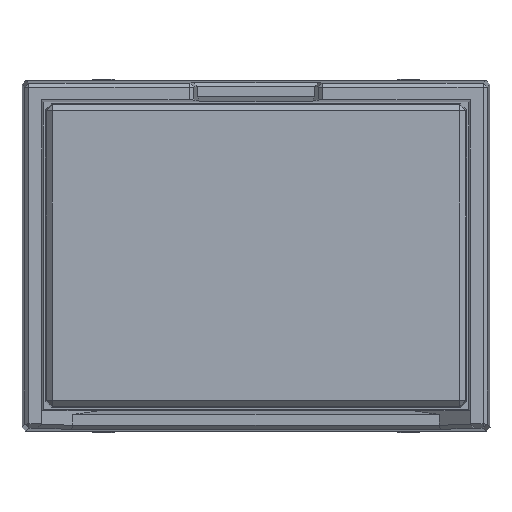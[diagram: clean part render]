
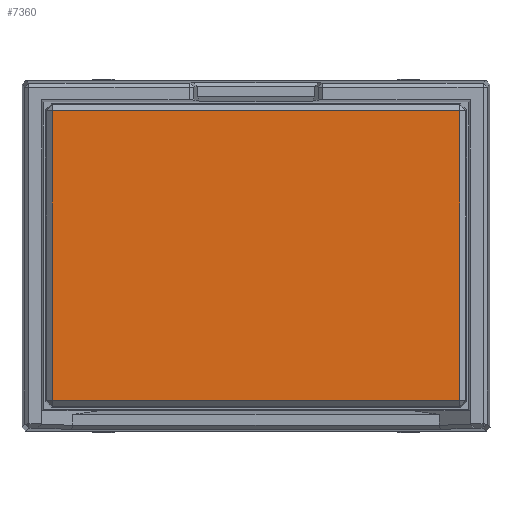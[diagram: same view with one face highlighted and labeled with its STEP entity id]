
A CAD part, top view. The second image highlights one B-rep face of the part: STEP entity #7360.
In plain terms, the highlighted face is planar.
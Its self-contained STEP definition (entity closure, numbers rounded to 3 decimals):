
#407 = ORIENTED_EDGE ( 'NONE', *, *, #6345, .T. ) ;
#660 = CARTESIAN_POINT ( 'NONE',  ( 0., 0., -7.396 ) ) ;
#1290 = EDGE_CURVE ( 'NONE', #3326, #1992, #10518, .T. ) ;
#1342 = VECTOR ( 'NONE', #2488, 1000. ) ;
#1992 = VERTEX_POINT ( 'NONE', #2376 ) ;
#2376 = CARTESIAN_POINT ( 'NONE',  ( 10.396, 0., -7.396 ) ) ;
#2488 = DIRECTION ( 'NONE',  ( 1., 0., 0. ) ) ;
#2621 = EDGE_CURVE ( 'NONE', #4551, #3326, #5247, .T. ) ;
#3148 = CARTESIAN_POINT ( 'NONE',  ( 10.396, 0., 0. ) ) ;
#3326 = VERTEX_POINT ( 'NONE', #7295 ) ;
#3890 = AXIS2_PLACEMENT_3D ( 'NONE', #3909, #8317, #12680 ) ;
#3909 = CARTESIAN_POINT ( 'NONE',  ( -10.396, 0., 7.396 ) ) ;
#4551 = VERTEX_POINT ( 'NONE', #12352 ) ;
#4928 = VERTEX_POINT ( 'NONE', #11325 ) ;
#5036 = DIRECTION ( 'NONE',  ( 1., 0., 0. ) ) ;
#5247 = LINE ( 'NONE', #9655, #10456 ) ;
#6345 = EDGE_CURVE ( 'NONE', #4551, #4928, #7983, .T. ) ;
#7295 = CARTESIAN_POINT ( 'NONE',  ( -10.396, 0., -7.396 ) ) ;
#7360 = ADVANCED_FACE ( 'NONE', ( #9408 ), #13770, .F. ) ;
#7543 = DIRECTION ( 'NONE',  ( 0., 0., 1. ) ) ;
#7928 = VECTOR ( 'NONE', #5036, 1000. ) ;
#7983 = LINE ( 'NONE', #12355, #1342 ) ;
#8317 = DIRECTION ( 'NONE',  ( 0., -1., 0. ) ) ;
#9095 = VECTOR ( 'NONE', #7543, 1000. ) ;
#9408 = FACE_OUTER_BOUND ( 'NONE', #12697, .T. ) ;
#9655 = CARTESIAN_POINT ( 'NONE',  ( -10.396, 0., 0. ) ) ;
#10226 = ORIENTED_EDGE ( 'NONE', *, *, #2621, .F. ) ;
#10456 = VECTOR ( 'NONE', #14024, 1000. ) ;
#10518 = LINE ( 'NONE', #660, #7928 ) ;
#10580 = EDGE_CURVE ( 'NONE', #1992, #4928, #12999, .T. ) ;
#11325 = CARTESIAN_POINT ( 'NONE',  ( 10.396, 0., 7.396 ) ) ;
#12352 = CARTESIAN_POINT ( 'NONE',  ( -10.396, 0., 7.396 ) ) ;
#12355 = CARTESIAN_POINT ( 'NONE',  ( 0., 0., 7.396 ) ) ;
#12475 = ORIENTED_EDGE ( 'NONE', *, *, #10580, .F. ) ;
#12680 = DIRECTION ( 'NONE',  ( 0., 0., -1. ) ) ;
#12697 = EDGE_LOOP ( 'NONE', ( #12475, #13791, #10226, #407 ) ) ;
#12999 = LINE ( 'NONE', #3148, #9095 ) ;
#13770 = PLANE ( 'NONE',  #3890 ) ;
#13791 = ORIENTED_EDGE ( 'NONE', *, *, #1290, .F. ) ;
#14024 = DIRECTION ( 'NONE',  ( 0., 0., -1. ) ) ;
